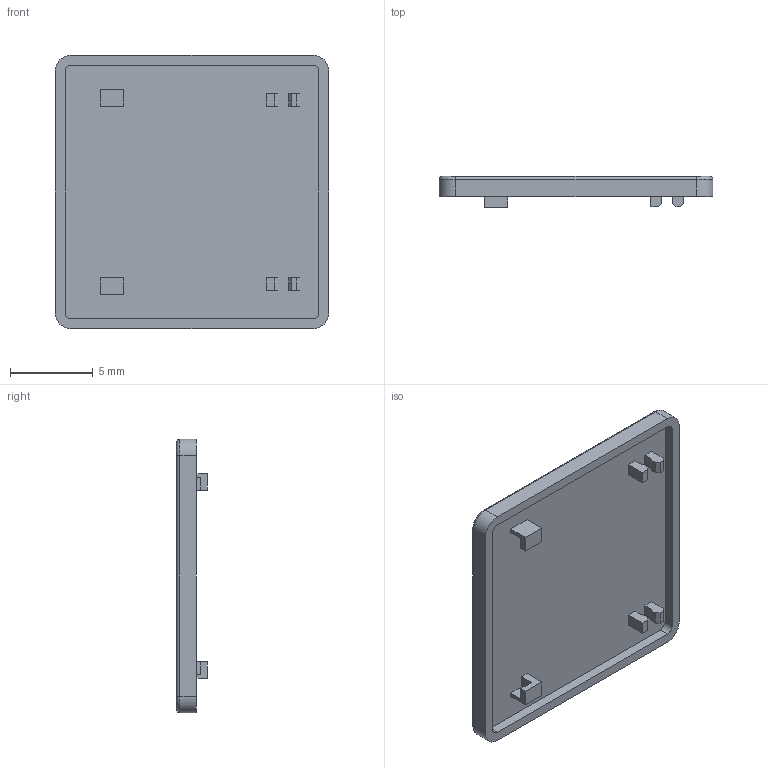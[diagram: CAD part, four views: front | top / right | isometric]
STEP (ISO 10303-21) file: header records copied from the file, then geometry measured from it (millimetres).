
FILE_DESCRIPTION (( 'STEP AP214' ), '1' );
FILE_NAME ('pg1425cover.STEP', '2018-12-07T06:49:17', ( '·L?¥Î?' ), ( '·L?¤¤?' ), 'SwSTEP 2.0', 'SolidWorks 2007', '' );
FILE_SCHEMA (( 'AUTOMOTIVE_DESIGN' ));
Length unit declared in the file: millimetre
Products named in the file (1): pg1425cover
Bounding box: 16.5 x 1.86 x 16.5 mm (x, y, z)
Volume: 189 mm3; surface area: 679.1 mm2
Topology: 1 solids, 1 shells, 90 faces, 236 edges, 156 vertices
Faces by surface type: plane 70, cylinder 16, torus 4
Entity records: 3537 total; most frequent: CARTESIAN_POINT 483, ORIENTED_EDGE 472, DIRECTION 454, EDGE_CURVE 236, VECTOR 200, LINE 200, VERTEX_POINT 156, AXIS2_PLACEMENT_3D 127
